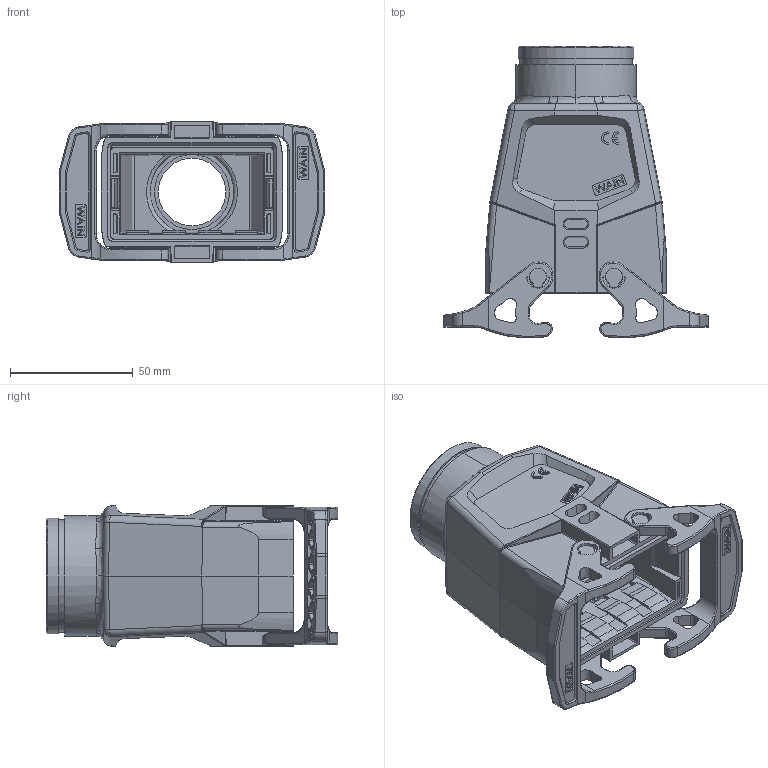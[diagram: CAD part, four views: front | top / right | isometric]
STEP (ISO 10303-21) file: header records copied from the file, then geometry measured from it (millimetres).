
FILE_DESCRIPTION(/* description */ (''),/* implementation_level */ '2;1');
FILE_NAME(/* name */ '3D_1290104471500_HM10B.P-TEH-2L-M32_V1.0.stp',/* time_stamp */ '2024-03-20T15:43:22+08:00',/* author */ (''),/* organization */ (''),/* preprocessor_version */ 'ST-DEVELOPER v18.1',/* originating_system */ 'SIEMENS PLM Software NX 1980',/* authorisation */ '');
FILE_SCHEMA (('INTEGRATED_CNC_SCHEMA'));
Products named in the file (1): 3D_1290104471500_HM10B.P-TEH-2L-M32_V1.0_stp
Bounding box: 108 x 118.74 x 57 mm (x, y, z)
Volume: 127424.8 mm3; surface area: 68506.7 mm2
Topology: 1 solids, 3 shells, 1583 faces, 4329 edges, 2783 vertices
Faces by surface type: plane 797, cylinder 563, torus 140, bspline 48, cone 23, sphere 12
Full cylindrical faces by diameter (mm): 27.5 x1, 30.5 x2, 45.8 x1, 47 x1
Entity records: 54394 total; most frequent: CARTESIAN_POINT 16014, ORIENTED_EDGE 8620, DIRECTION 7054, EDGE_CURVE 4310, VERTEX_POINT 2783, LINE 2402, VECTOR 2402, AXIS2_PLACEMENT_3D 2326
